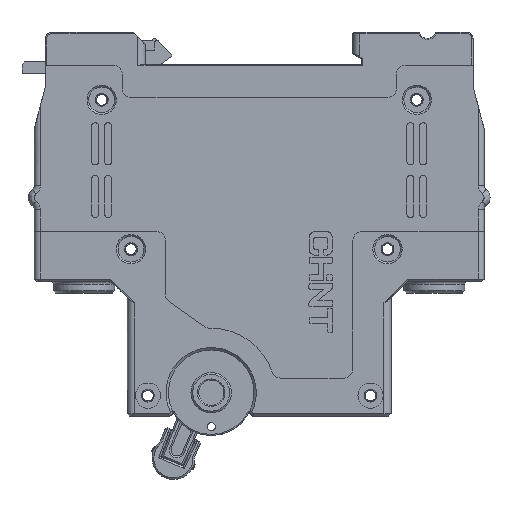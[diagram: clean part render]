
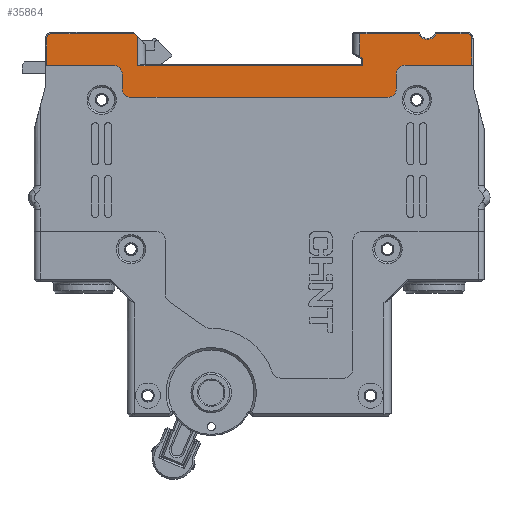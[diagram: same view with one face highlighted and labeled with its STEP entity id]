
A CAD part, front view. The second image highlights one B-rep face of the part: STEP entity #35864.
In plain terms, the highlighted planar face has unit normal (0, 1, 0).
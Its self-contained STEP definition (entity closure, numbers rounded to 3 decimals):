
#16034=DIRECTION('',(-0.866,0.,0.5));
#16035=VECTOR('',#16034,0.577);
#16036=CARTESIAN_POINT('',(17.7,0.,-210.618));
#16037=LINE('',#16036,#16035);
#16038=DIRECTION('',(0.707,0.,-0.707));
#16039=VECTOR('',#16038,0.849);
#16040=CARTESIAN_POINT('',(-21.3,0.,-206.433));
#16041=LINE('',#16040,#16039);
#16042=CARTESIAN_POINT('',(-35.4,0.,-207.333));
#16043=DIRECTION('',(0.,1.,0.));
#16044=DIRECTION('',(-1.,0.,0.));
#16045=AXIS2_PLACEMENT_3D('',#16042,#16043,#16044);
#16047=CARTESIAN_POINT('',(-24.9,0.,-213.333));
#16048=DIRECTION('',(0.,-1.,0.));
#16049=DIRECTION('',(1.,0.,0.));
#16050=AXIS2_PLACEMENT_3D('',#16047,#16048,#16049);
#16052=CARTESIAN_POINT('',(-21.9,0.,-215.833));
#16053=DIRECTION('',(0.,1.,0.));
#16054=DIRECTION('',(0.,0.,-1.));
#16055=AXIS2_PLACEMENT_3D('',#16052,#16053,#16054);
#16057=CARTESIAN_POINT('',(21.9,0.,-215.833));
#16058=DIRECTION('',(0.,1.,0.));
#16059=DIRECTION('',(1.,0.,0.));
#16060=AXIS2_PLACEMENT_3D('',#16057,#16058,#16059);
#16062=CARTESIAN_POINT('',(24.9,0.,-213.333));
#16063=DIRECTION('',(0.,-1.,0.));
#16064=DIRECTION('',(0.,0.,1.));
#16065=AXIS2_PLACEMENT_3D('',#16062,#16063,#16064);
#16067=CARTESIAN_POINT('',(35.5,0.,-207.233));
#16068=DIRECTION('',(0.,1.,0.));
#16069=DIRECTION('',(0.,0.,1.));
#16070=AXIS2_PLACEMENT_3D('',#16067,#16068,#16069);
#16072=CARTESIAN_POINT('',(28.7,0.,-205.733));
#16073=DIRECTION('',(0.,-1.,0.));
#16074=DIRECTION('',(-0.911,0.,-0.412));
#16075=AXIS2_PLACEMENT_3D('',#16072,#16073,#16074);
#16086=DIRECTION('',(0.,0.,-1.));
#16087=VECTOR('',#16086,3.896);
#16088=CARTESIAN_POINT('',(17.2,0.,-206.433));
#16089=LINE('',#16088,#16087);
#16122=DIRECTION('',(-1.,0.,0.));
#16123=VECTOR('',#16122,9.951);
#16124=CARTESIAN_POINT('',(27.151,0.,
-206.433));
#16125=LINE('',#16124,#16123);
#16161=DIRECTION('',(-1.,0.,0.));
#16162=VECTOR('',#16161,5.251);
#16163=CARTESIAN_POINT('',(35.5,0.,
-206.433));
#16164=LINE('',#16163,#16162);
#16188=DIRECTION('',(0.,0.,1.));
#16189=VECTOR('',#16188,4.6);
#16190=CARTESIAN_POINT('',(36.3,0.,-211.833));
#16191=LINE('',#16190,#16189);
#16196=DIRECTION('',(1.,0.,0.));
#16197=VECTOR('',#16196,11.4);
#16198=CARTESIAN_POINT('',(24.9,0.,-211.833));
#16199=LINE('',#16198,#16197);
#16221=DIRECTION('',(0.,0.,1.));
#16222=VECTOR('',#16221,2.5);
#16223=CARTESIAN_POINT('',(23.4,0.,-215.833));
#16224=LINE('',#16223,#16222);
#16237=DIRECTION('',(1.,0.,0.));
#16238=VECTOR('',#16237,43.8);
#16239=CARTESIAN_POINT('',(-21.9,0.,-217.333));
#16240=LINE('',#16239,#16238);
#16253=DIRECTION('',(0.,0.,-1.));
#16254=VECTOR('',#16253,2.5);
#16255=CARTESIAN_POINT('',(-23.4,0.,-213.333));
#16256=LINE('',#16255,#16254);
#16269=DIRECTION('',(1.,0.,0.));
#16270=VECTOR('',#16269,11.4);
#16271=CARTESIAN_POINT('',(-36.3,0.,-211.833));
#16272=LINE('',#16271,#16270);
#16340=DIRECTION('',(0.,0.,1.));
#16341=VECTOR('',#16340,4.9);
#16342=CARTESIAN_POINT('',(-20.7,0.,-211.933));
#16343=LINE('',#16342,#16341);
#31338=DIRECTION('',(0.,0.,-1.));
#31339=VECTOR('',#31338,1.315);
#31340=CARTESIAN_POINT('',(17.7,0.,-210.618));
#31341=LINE('',#31340,#31339);
#31349=DIRECTION('',(-1.,0.,0.));
#31350=VECTOR('',#31349,38.4);
#31351=CARTESIAN_POINT('',(17.7,0.,-211.933));
#31352=LINE('',#31351,#31350);
#31361=DIRECTION('',(-1.,0.,0.));
#31362=VECTOR('',#31361,14.1);
#31363=CARTESIAN_POINT('',(-21.3,0.,-206.433));
#31364=LINE('',#31363,#31362);
#31380=DIRECTION('',(0.,0.,
-1.));
#31381=VECTOR('',#31380,4.5);
#31382=CARTESIAN_POINT('',(-36.3,0.,
-207.333));
#31383=LINE('',#31382,#31381);
#33165=CARTESIAN_POINT('',(17.2,0.,-206.433));
#33166=CARTESIAN_POINT('',(17.2,0.,
-210.329));
#33167=VERTEX_POINT('',#33165);
#33168=VERTEX_POINT('',#33166);
#33169=CARTESIAN_POINT('',(17.7,0.,-210.618));
#33170=VERTEX_POINT('',#33169);
#33171=CARTESIAN_POINT('',(17.7,0.,-211.933));
#33172=VERTEX_POINT('',#33171);
#33173=CARTESIAN_POINT('',(-20.7,0.,-211.933));
#33174=VERTEX_POINT('',#33173);
#33175=CARTESIAN_POINT('',(-20.7,0.,-207.033));
#33176=VERTEX_POINT('',#33175);
#33177=CARTESIAN_POINT('',(-21.3,0.,-206.433));
#33178=VERTEX_POINT('',#33177);
#33179=CARTESIAN_POINT('',(-35.4,0.,
-206.433));
#33180=VERTEX_POINT('',#33179);
#33181=CARTESIAN_POINT('',(-36.3,0.,
-207.333));
#33182=VERTEX_POINT('',#33181);
#33183=CARTESIAN_POINT('',(-36.3,0.,-211.833));
#33184=VERTEX_POINT('',#33183);
#33185=CARTESIAN_POINT('',(-24.9,0.,-211.833));
#33186=VERTEX_POINT('',#33185);
#33187=CARTESIAN_POINT('',(-23.4,0.,-213.333));
#33188=VERTEX_POINT('',#33187);
#33189=CARTESIAN_POINT('',(-23.4,0.,-215.833));
#33190=VERTEX_POINT('',#33189);
#33191=CARTESIAN_POINT('',(-21.9,0.,-217.333));
#33192=VERTEX_POINT('',#33191);
#33193=CARTESIAN_POINT('',(21.9,0.,-217.333));
#33194=VERTEX_POINT('',#33193);
#33195=CARTESIAN_POINT('',(23.4,0.,-215.833));
#33196=VERTEX_POINT('',#33195);
#33197=CARTESIAN_POINT('',(23.4,0.,-213.333));
#33198=VERTEX_POINT('',#33197);
#33199=CARTESIAN_POINT('',(24.9,0.,-211.833));
#33200=VERTEX_POINT('',#33199);
#33201=CARTESIAN_POINT('',(36.3,0.,-211.833));
#33202=VERTEX_POINT('',#33201);
#33203=CARTESIAN_POINT('',(36.3,0.,
-207.233));
#33204=VERTEX_POINT('',#33203);
#33205=CARTESIAN_POINT('',(35.5,0.,
-206.433));
#33206=VERTEX_POINT('',#33205);
#33207=CARTESIAN_POINT('',(30.249,0.,-206.433));
#33208=VERTEX_POINT('',#33207);
#33209=CARTESIAN_POINT('',(27.151,0.,
-206.433));
#33210=VERTEX_POINT('',#33209);
#35811=CARTESIAN_POINT('',(0.,0.,-211.883));
#35812=DIRECTION('',(0.,1.,0.));
#35813=DIRECTION('',(1.,0.,0.));
#35814=AXIS2_PLACEMENT_3D('',#35811,#35812,#35813);
#35815=PLANE('',#35814);
#35817=ORIENTED_EDGE('',*,*,#35816,.T.);
#35819=ORIENTED_EDGE('',*,*,#35818,.F.);
#35821=ORIENTED_EDGE('',*,*,#35820,.T.);
#35823=ORIENTED_EDGE('',*,*,#35822,.T.);
#35825=ORIENTED_EDGE('',*,*,#35824,.T.);
#35827=ORIENTED_EDGE('',*,*,#35826,.F.);
#35829=ORIENTED_EDGE('',*,*,#35828,.T.);
#35831=ORIENTED_EDGE('',*,*,#35830,.F.);
#35833=ORIENTED_EDGE('',*,*,#35832,.T.);
#35835=ORIENTED_EDGE('',*,*,#35834,.T.);
#35837=ORIENTED_EDGE('',*,*,#35836,.F.);
#35839=ORIENTED_EDGE('',*,*,#35838,.T.);
#35841=ORIENTED_EDGE('',*,*,#35840,.F.);
#35843=ORIENTED_EDGE('',*,*,#35842,.T.);
#35845=ORIENTED_EDGE('',*,*,#35844,.F.);
#35847=ORIENTED_EDGE('',*,*,#35846,.T.);
#35849=ORIENTED_EDGE('',*,*,#35848,.F.);
#35851=ORIENTED_EDGE('',*,*,#35850,.T.);
#35853=ORIENTED_EDGE('',*,*,#35852,.T.);
#35855=ORIENTED_EDGE('',*,*,#35854,.F.);
#35857=ORIENTED_EDGE('',*,*,#35856,.T.);
#35859=ORIENTED_EDGE('',*,*,#35858,.F.);
#35861=ORIENTED_EDGE('',*,*,#35860,.T.);
#35862=EDGE_LOOP('',(#35817,#35819,#35821,#35823,#35825,#35827,#35829,#35831,
#35833,#35835,#35837,#35839,#35841,#35843,#35845,#35847,#35849,#35851,#35853,
#35855,#35857,#35859,#35861));
#35863=FACE_OUTER_BOUND('',#35862,.F.);
#35864=ADVANCED_FACE('',(#35863),#35815,.T.);
#16046=CIRCLE('',#16045,0.9);
#16051=CIRCLE('',#16050,1.5);
#16056=CIRCLE('',#16055,1.5);
#16061=CIRCLE('',#16060,1.5);
#16066=CIRCLE('',#16065,1.5);
#16071=CIRCLE('',#16070,0.8);
#16076=CIRCLE('',#16075,1.7);
#35816=EDGE_CURVE('',#33167,#33168,#16089,.T.);
#35818=EDGE_CURVE('',#33170,#33168,#16037,.T.);
#35820=EDGE_CURVE('',#33170,#33172,#31341,.T.);
#35822=EDGE_CURVE('',#33172,#33174,#31352,.T.);
#35824=EDGE_CURVE('',#33174,#33176,#16343,.T.);
#35826=EDGE_CURVE('',#33178,#33176,#16041,.T.);
#35828=EDGE_CURVE('',#33178,#33180,#31364,.T.);
#35830=EDGE_CURVE('',#33182,#33180,#16046,.T.);
#35832=EDGE_CURVE('',#33182,#33184,#31383,.T.);
#35834=EDGE_CURVE('',#33184,#33186,#16272,.T.);
#35836=EDGE_CURVE('',#33188,#33186,#16051,.T.);
#35838=EDGE_CURVE('',#33188,#33190,#16256,.T.);
#35840=EDGE_CURVE('',#33192,#33190,#16056,.T.);
#35842=EDGE_CURVE('',#33192,#33194,#16240,.T.);
#35844=EDGE_CURVE('',#33196,#33194,#16061,.T.);
#35846=EDGE_CURVE('',#33196,#33198,#16224,.T.);
#35848=EDGE_CURVE('',#33200,#33198,#16066,.T.);
#35850=EDGE_CURVE('',#33200,#33202,#16199,.T.);
#35852=EDGE_CURVE('',#33202,#33204,#16191,.T.);
#35854=EDGE_CURVE('',#33206,#33204,#16071,.T.);
#35856=EDGE_CURVE('',#33206,#33208,#16164,.T.);
#35858=EDGE_CURVE('',#33210,#33208,#16076,.T.);
#35860=EDGE_CURVE('',#33210,#33167,#16125,.T.);
